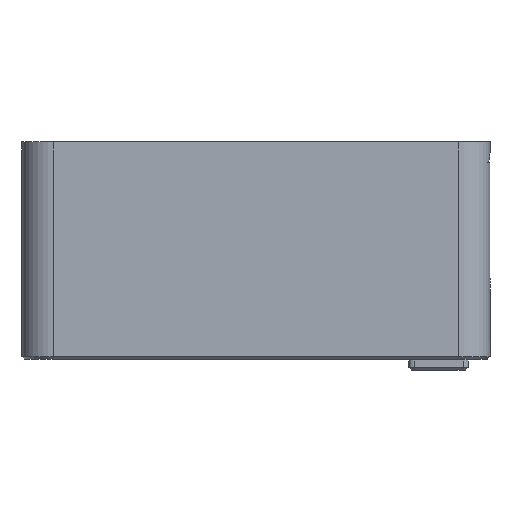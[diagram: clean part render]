
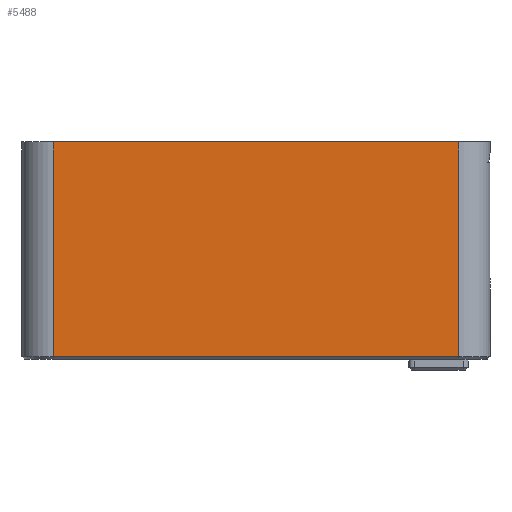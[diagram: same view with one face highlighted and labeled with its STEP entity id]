
A CAD part, left-side view. The second image highlights one B-rep face of the part: STEP entity #5488.
In plain terms, the highlighted planar face has unit normal (-1, 0, 0).
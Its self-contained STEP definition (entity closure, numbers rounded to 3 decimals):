
#305=PLANE('',#6049);
#600=FACE_OUTER_BOUND('',#937,.T.);
#937=EDGE_LOOP('',(#4734,#4735,#4736,#4737));
#1106=LINE('',#8328,#1573);
#1360=LINE('',#9760,#1827);
#1363=LINE('',#9766,#1830);
#1386=LINE('',#10350,#1853);
#1573=VECTOR('',#6419,10.);
#1827=VECTOR('',#7317,10.);
#1830=VECTOR('',#7324,10.);
#1853=VECTOR('',#7477,10.);
#2297=VERTEX_POINT('',#8325);
#2298=VERTEX_POINT('',#8327);
#2581=VERTEX_POINT('',#9752);
#2582=VERTEX_POINT('',#9756);
#2833=EDGE_CURVE('',#2298,#2297,#1106,.T.);
#3285=EDGE_CURVE('',#2582,#2581,#1360,.T.);
#3289=EDGE_CURVE('',#2298,#2582,#1363,.T.);
#3356=EDGE_CURVE('',#2297,#2581,#1386,.T.);
#4734=ORIENTED_EDGE('',*,*,#3285,.F.);
#4735=ORIENTED_EDGE('',*,*,#3289,.F.);
#4736=ORIENTED_EDGE('',*,*,#2833,.T.);
#4737=ORIENTED_EDGE('',*,*,#3356,.T.);
#5488=ADVANCED_FACE('',(#600),#305,.T.);
#6049=AXIS2_PLACEMENT_3D('',#10349,#7475,#7476);
#6419=DIRECTION('',(0.,1.,0.));
#7317=DIRECTION('',(0.,1.,0.));
#7324=DIRECTION('',(0.,0.,-1.));
#7475=DIRECTION('center_axis',(-1.,0.,0.));
#7476=DIRECTION('ref_axis',(0.,-1.,0.));
#7477=DIRECTION('',(0.,0.,-1.));
#8325=CARTESIAN_POINT('',(-42.638,16.545,18.129));
#8327=CARTESIAN_POINT('',(-42.638,-22.355,18.129));
#8328=CARTESIAN_POINT('',(-42.638,-25.355,18.129));
#9752=CARTESIAN_POINT('',(-42.638,16.545,-2.471));
#9756=CARTESIAN_POINT('',(-42.638,-22.355,-2.471));
#9760=CARTESIAN_POINT('',(-42.638,8.32,-2.471));
#9766=CARTESIAN_POINT('',(-42.638,-22.355,16.129));
#10349=CARTESIAN_POINT('Origin',(-42.638,19.545,1.579));
#10350=CARTESIAN_POINT('',(-42.638,16.545,16.129));
